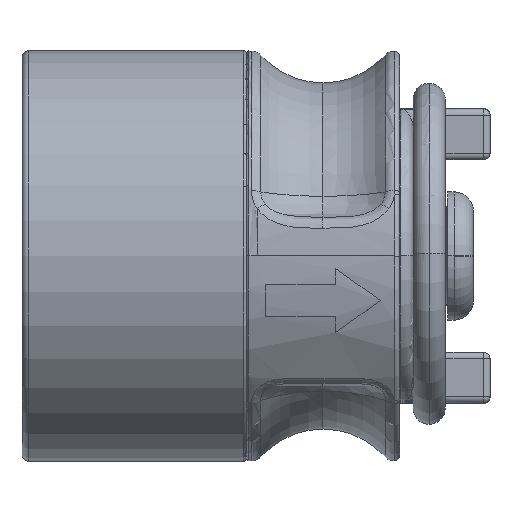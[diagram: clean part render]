
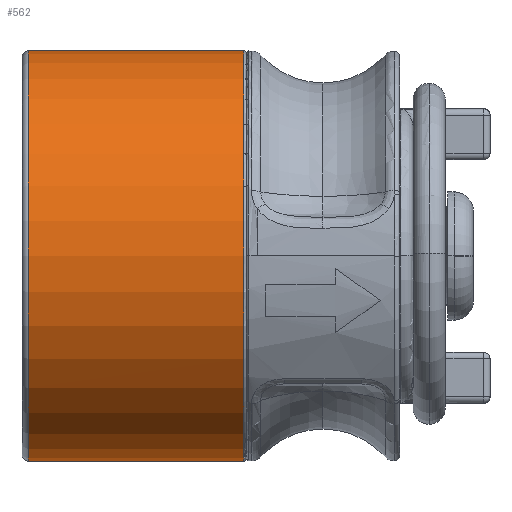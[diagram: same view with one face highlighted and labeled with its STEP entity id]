
A CAD part, top view. The second image highlights one B-rep face of the part: STEP entity #562.
In plain terms, the highlighted cylindrical face has radius 16 mm (diameter 32 mm), a partial arc.
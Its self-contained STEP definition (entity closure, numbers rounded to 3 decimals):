
#562=ADVANCED_FACE('',(#1661),#1662,.T.);
#1661=FACE_OUTER_BOUND('',#5520,.T.);
#1662=CYLINDRICAL_SURFACE('',#5521,16.0);
#5520=EDGE_LOOP('',(#10059,#10060,#10061,#10062,#10063,#10064));
#5521=AXIS2_PLACEMENT_3D('',#10065,#10066,#10067);
#10059=ORIENTED_EDGE('',*,*,#11605,.T.);
#10060=ORIENTED_EDGE('',*,*,#11602,.T.);
#10061=ORIENTED_EDGE('',*,*,#10526,.T.);
#10062=ORIENTED_EDGE('',*,*,#11604,.T.);
#10063=ORIENTED_EDGE('',*,*,#10506,.T.);
#10064=ORIENTED_EDGE('',*,*,#11608,.T.);
#10065=CARTESIAN_POINT('',(-12.864,0.,0.0));
#10066=DIRECTION('',(1.0,-0.0,0.0));
#10067=DIRECTION('',(0.0,1.0,0.0));
#10506=EDGE_CURVE('',#12084,#12081,#12085,.T.);
#10526=EDGE_CURVE('',#12113,#12117,#12119,.T.);
#11602=EDGE_CURVE('',#12109,#12113,#13858,.T.);
#11604=EDGE_CURVE('',#12117,#12084,#13860,.T.);
#11605=EDGE_CURVE('',#12100,#12109,#13861,.T.);
#11608=EDGE_CURVE('',#12081,#12100,#13864,.T.);
#12081=VERTEX_POINT('',#14719);
#12084=VERTEX_POINT('',#14722);
#12085=CIRCLE('',#14723,16.0);
#12100=VERTEX_POINT('',#14738);
#12109=VERTEX_POINT('',#14747);
#12113=VERTEX_POINT('',#14751);
#12117=VERTEX_POINT('',#14755);
#12119=CIRCLE('',#14757,16.0);
#13858=CIRCLE('',#18272,16.0);
#13860=LINE('',#18274,#18275);
#13861=LINE('',#18276,#18277);
#13864=CIRCLE('',#18280,16.0);
#14719=CARTESIAN_POINT('',(-13.2,16.,0.078));
#14722=CARTESIAN_POINT('',(-13.2,-16.0,0.));
#14723=AXIS2_PLACEMENT_3D('',#19314,#19315,#19316);
#14738=CARTESIAN_POINT('',(-13.2,16.0,0.0));
#14747=CARTESIAN_POINT('',(-30.0,16.0,0.0));
#14751=CARTESIAN_POINT('',(-30.0,16.,0.075));
#14755=CARTESIAN_POINT('',(-30.0,-16.0,0.));
#14757=AXIS2_PLACEMENT_3D('',#19374,#19375,#19376);
#18272=AXIS2_PLACEMENT_3D('',#21139,#21140,#21141);
#18274=CARTESIAN_POINT('',(-30.0,-16.0,0.));
#18275=VECTOR('',#21145,16.8);
#18276=CARTESIAN_POINT('',(-13.2,16.0,0.));
#18277=VECTOR('',#21146,16.8);
#18280=AXIS2_PLACEMENT_3D('',#21153,#21154,#21155);
#19314=CARTESIAN_POINT('',(-13.2,0.,0.0));
#19315=DIRECTION('',(-1.0,-0.0,0.0));
#19316=DIRECTION('',(0.0,-1.0,0.));
#19374=CARTESIAN_POINT('',(-30.0,0.,0.0));
#19375=DIRECTION('',(1.0,0.0,0.0));
#19376=DIRECTION('',(0.0,1.0,0.0));
#21139=CARTESIAN_POINT('',(-30.0,0.,0.0));
#21140=DIRECTION('',(1.0,0.0,0.0));
#21141=DIRECTION('',(0.0,1.0,0.0));
#21145=DIRECTION('',(1.0,0.,0.));
#21146=DIRECTION('',(-1.0,0.,0.));
#21153=CARTESIAN_POINT('',(-13.2,0.,0.0));
#21154=DIRECTION('',(-1.0,-0.0,0.0));
#21155=DIRECTION('',(0.0,-1.0,0.));
